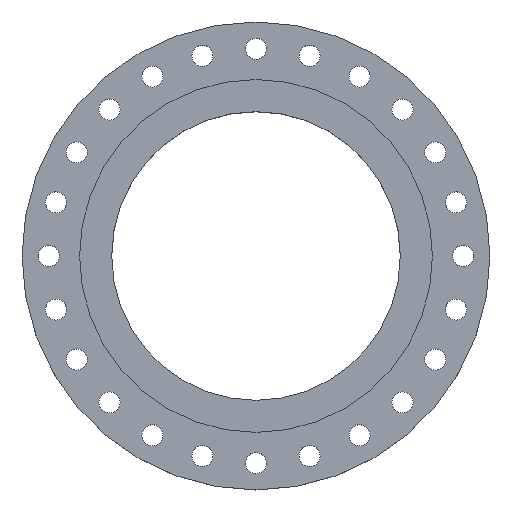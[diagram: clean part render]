
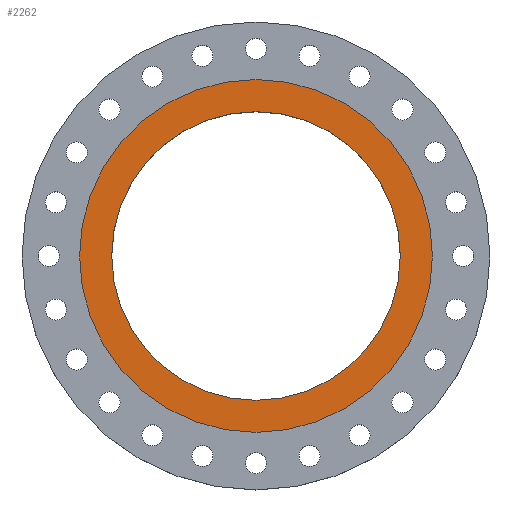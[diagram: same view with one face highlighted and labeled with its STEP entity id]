
A CAD part, top view. The second image highlights one B-rep face of the part: STEP entity #2262.
In plain terms, the highlighted planar face has unit normal (0, 0, 1).
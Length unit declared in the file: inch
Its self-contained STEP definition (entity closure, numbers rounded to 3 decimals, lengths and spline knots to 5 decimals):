
#8 = DIRECTION ( 'NONE',  ( 0., 0., 1. ) ) ;
#47 = VERTEX_POINT ( 'NONE', #2064 ) ;
#55 = AXIS2_PLACEMENT_3D ( 'NONE', #1617, #8, #393 ) ;
#168 = ORIENTED_EDGE ( 'NONE', *, *, #1743, .F. ) ;
#172 = VERTEX_POINT ( 'NONE', #974 ) ;
#280 = CARTESIAN_POINT ( 'NONE',  ( 0., 0., 0. ) ) ;
#291 = AXIS2_PLACEMENT_3D ( 'NONE', #1528, #1367, #2274 ) ;
#373 = AXIS2_PLACEMENT_3D ( 'NONE', #280, #1516, #1212 ) ;
#393 = DIRECTION ( 'NONE',  ( 1., 0., 0. ) ) ;
#435 = FACE_BOUND ( 'NONE', #2123, .T. ) ;
#463 = DIRECTION ( 'NONE',  ( 0., 0., -1. ) ) ;
#513 = EDGE_CURVE ( 'NONE', #47, #172, #1253, .T. ) ;
#659 = FACE_OUTER_BOUND ( 'NONE', #2230, .T. ) ;
#824 = CARTESIAN_POINT ( 'NONE',  ( 0., 0., 0. ) ) ;
#839 = AXIS2_PLACEMENT_3D ( 'NONE', #1698, #463, #1561 ) ;
#895 = ORIENTED_EDGE ( 'NONE', *, *, #1409, .T. ) ;
#920 = CARTESIAN_POINT ( 'NONE',  ( 9.406, 0., 0. ) ) ;
#974 = CARTESIAN_POINT ( 'NONE',  ( -11.5, 0., 0. ) ) ;
#1008 = DIRECTION ( 'NONE',  ( 1., 0., 0. ) ) ;
#1212 = DIRECTION ( 'NONE',  ( 1., 0., 0. ) ) ;
#1245 = AXIS2_PLACEMENT_3D ( 'NONE', #824, #2104, #1008 ) ;
#1253 = CIRCLE ( 'NONE', #1245, 11.5 ) ;
#1367 = DIRECTION ( 'NONE',  ( 0., 0., 1. ) ) ;
#1398 = VERTEX_POINT ( 'NONE', #920 ) ;
#1409 = EDGE_CURVE ( 'NONE', #172, #47, #1503, .T. ) ;
#1503 = CIRCLE ( 'NONE', #55, 11.5 ) ;
#1506 = CIRCLE ( 'NONE', #291, 9.406 ) ;
#1509 = CIRCLE ( 'NONE', #373, 9.406 ) ;
#1516 = DIRECTION ( 'NONE',  ( 0., 0., 1. ) ) ;
#1528 = CARTESIAN_POINT ( 'NONE',  ( 0., 0., 0. ) ) ;
#1550 = CARTESIAN_POINT ( 'NONE',  ( -9.406, 0., 0. ) ) ;
#1561 = DIRECTION ( 'NONE',  ( -1., 0., 0. ) ) ;
#1617 = CARTESIAN_POINT ( 'NONE',  ( 0., 0., 0. ) ) ;
#1698 = CARTESIAN_POINT ( 'NONE',  ( 0., 9.406, 0. ) ) ;
#1743 = EDGE_CURVE ( 'NONE', #1398, #2290, #1506, .T. ) ;
#1895 = PLANE ( 'NONE',  #839 ) ;
#2008 = ORIENTED_EDGE ( 'NONE', *, *, #513, .T. ) ;
#2064 = CARTESIAN_POINT ( 'NONE',  ( 11.5, 0., 0. ) ) ;
#2104 = DIRECTION ( 'NONE',  ( 0., 0., 1. ) ) ;
#2123 = EDGE_LOOP ( 'NONE', ( #168, #2129 ) ) ;
#2129 = ORIENTED_EDGE ( 'NONE', *, *, #2257, .F. ) ;
#2230 = EDGE_LOOP ( 'NONE', ( #2008, #895 ) ) ;
#2257 = EDGE_CURVE ( 'NONE', #2290, #1398, #1509, .T. ) ;
#2262 = ADVANCED_FACE ( 'NONE', ( #435, #659 ), #1895, .F. ) ;
#2274 = DIRECTION ( 'NONE',  ( 1., 0., 0. ) ) ;
#2290 = VERTEX_POINT ( 'NONE', #1550 ) ;
